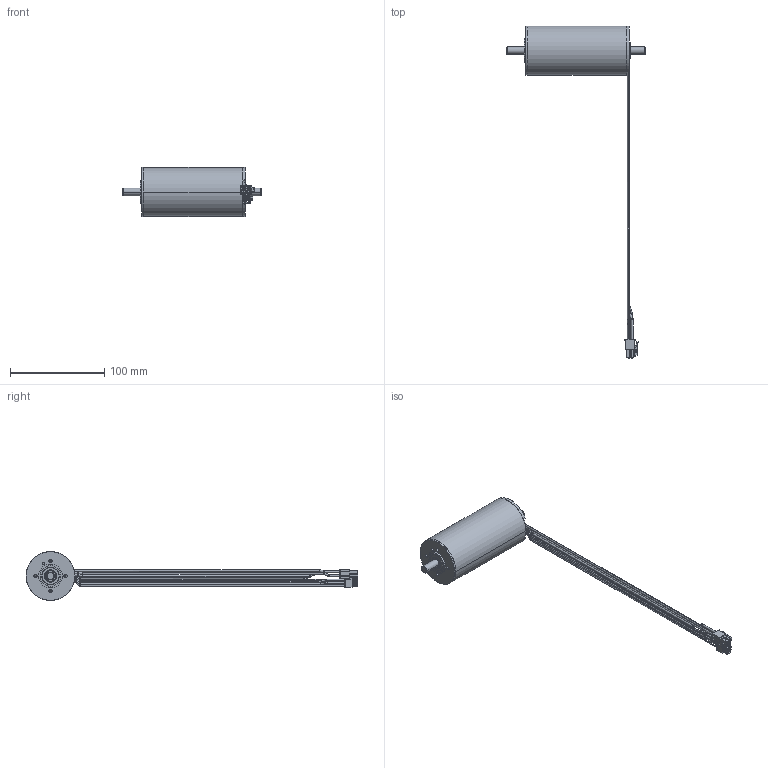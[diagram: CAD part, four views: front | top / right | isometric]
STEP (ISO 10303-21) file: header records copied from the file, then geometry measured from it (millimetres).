
FILE_DESCRIPTION((''),'2;1');
FILE_NAME('4452782_SW0001','2019-01-23T',('mmagvisi'),(''),'CREO PARAMETRIC BY PTC INC, 2017300','CREO PARAMETRIC BY PTC INC, 2017300','');
FILE_SCHEMA(('CONFIG_CONTROL_DESIGN'));
Length unit declared in the file: millimetre
Products named in the file (1): 4452782_SW0001
Bounding box: 146.8 x 352.2 x 52 mm (x, y, z)
Volume: 242940 mm3; surface area: 39692.3 mm2
Topology: 1 solids, 1 shells, 662 faces, 1804 edges, 1139 vertices
Faces by surface type: plane 368, cylinder 165, torus 84, cone 45
Entity records: 31490 total; most frequent: CARTESIAN_POINT 5420, ORIENTED_EDGE 3554, DIRECTION 3443, PRESENTATION_STYLE_ASSIGNMENT 2212, STYLED_ITEM 1778, CURVE_STYLE 1777, EDGE_CURVE 1777, VECTOR 1197
